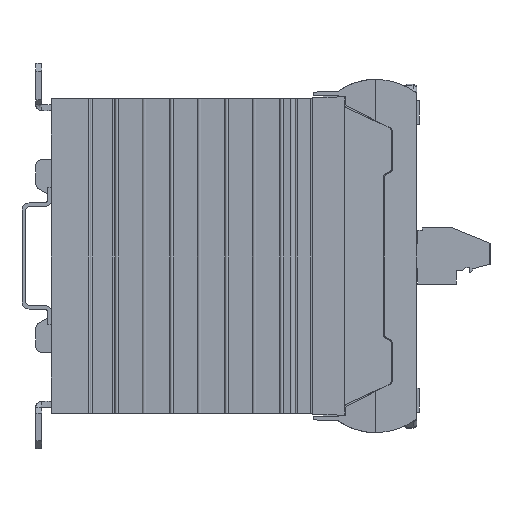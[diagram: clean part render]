
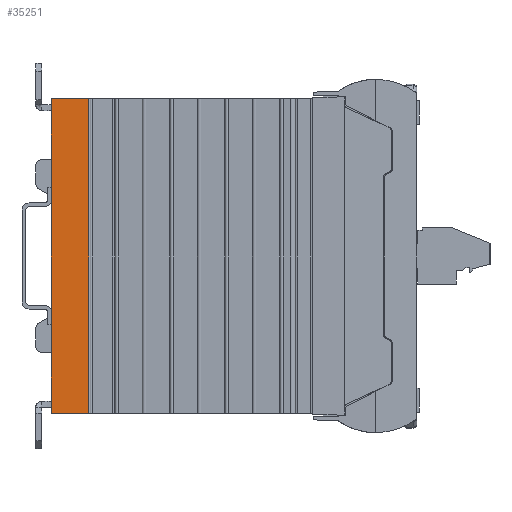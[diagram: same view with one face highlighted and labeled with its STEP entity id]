
A CAD part, left-side view. The second image highlights one B-rep face of the part: STEP entity #35251.
In plain terms, the highlighted face is planar.
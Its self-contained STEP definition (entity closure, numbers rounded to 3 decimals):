
#1616=PLANE('',#38029);
#3261=FACE_OUTER_BOUND('',#5052,.T.);
#5052=EDGE_LOOP('',(#30946,#30947,#30948,#30949,#30950,#30951,#30952,#30953));
#9331=LINE('',#59779,#13084);
#9333=LINE('',#59783,#13086);
#9490=LINE('',#60639,#13243);
#9542=LINE('',#61625,#13295);
#9543=LINE('',#61627,#13296);
#9544=LINE('',#61630,#13297);
#9607=LINE('',#61782,#13360);
#9722=LINE('',#62134,#13475);
#13084=VECTOR('',#45612,10.);
#13086=VECTOR('',#45616,10.);
#13243=VECTOR('',#45957,10.);
#13295=VECTOR('',#46075,10.);
#13296=VECTOR('',#46078,10.);
#13297=VECTOR('',#46081,10.);
#13360=VECTOR('',#46234,10.);
#13475=VECTOR('',#46591,10.);
#16321=VERTEX_POINT('',#59648);
#16340=VERTEX_POINT('',#59699);
#16367=VERTEX_POINT('',#59773);
#16369=VERTEX_POINT('',#59782);
#16609=VERTEX_POINT('',#60636);
#16610=VERTEX_POINT('',#60638);
#16650=VERTEX_POINT('',#61629);
#16694=VERTEX_POINT('',#61781);
#21013=EDGE_CURVE('',#16340,#16367,#9331,.T.);
#21015=EDGE_CURVE('',#16369,#16321,#9333,.T.);
#21276=EDGE_CURVE('',#16610,#16609,#9490,.T.);
#21350=EDGE_CURVE('',#16610,#16369,#9542,.T.);
#21351=EDGE_CURVE('',#16321,#16340,#9543,.T.);
#21352=EDGE_CURVE('',#16367,#16650,#9544,.T.);
#21429=EDGE_CURVE('',#16694,#16650,#9607,.T.);
#21609=EDGE_CURVE('',#16609,#16694,#9722,.T.);
#30946=ORIENTED_EDGE('',*,*,#21429,.T.);
#30947=ORIENTED_EDGE('',*,*,#21352,.F.);
#30948=ORIENTED_EDGE('',*,*,#21013,.F.);
#30949=ORIENTED_EDGE('',*,*,#21351,.F.);
#30950=ORIENTED_EDGE('',*,*,#21015,.F.);
#30951=ORIENTED_EDGE('',*,*,#21350,.F.);
#30952=ORIENTED_EDGE('',*,*,#21276,.T.);
#30953=ORIENTED_EDGE('',*,*,#21609,.T.);
#35251=ADVANCED_FACE('',(#3261),#1616,.T.);
#38029=AXIS2_PLACEMENT_3D('',#62135,#46592,#46593);
#45612=DIRECTION('',(-0.336,-0.775,0.535));
#45616=DIRECTION('',(-0.336,-0.775,0.535));
#45957=DIRECTION('',(-0.706,0.584,0.402));
#46075=DIRECTION('',(-0.336,-0.775,0.535));
#46078=DIRECTION('',(-0.336,-0.775,0.535));
#46081=DIRECTION('',(-0.336,-0.775,0.535));
#46234=DIRECTION('',(0.706,-0.584,-0.402));
#46591=DIRECTION('',(-0.336,-0.775,0.535));
#46592=DIRECTION('center_axis',(0.624,0.243,0.743));
#46593=DIRECTION('ref_axis',(0.336,0.775,-0.535));
#59648=CARTESIAN_POINT('',(98.814,23.178,-16.269));
#59699=CARTESIAN_POINT('',(89.21,1.014,-0.957));
#59773=CARTESIAN_POINT('',(88.135,-1.466,0.756));
#59779=CARTESIAN_POINT('',(91.074,5.315,-3.928));
#59782=CARTESIAN_POINT('',(99.889,25.658,-17.982));
#59783=CARTESIAN_POINT('',(96.111,16.939,-11.959));
#60636=CARTESIAN_POINT('',(100.742,48.638,-26.208));
#60638=CARTESIAN_POINT('',(107.444,43.095,-30.028));
#60639=CARTESIAN_POINT('',(107.444,43.095,-30.028));
#61625=CARTESIAN_POINT('',(94.012,12.096,-8.613));
#61627=CARTESIAN_POINT('',(94.012,12.096,-8.613));
#61629=CARTESIAN_POINT('',(80.58,-18.903,12.803));
#61630=CARTESIAN_POINT('',(94.012,12.096,-8.613));
#61781=CARTESIAN_POINT('',(73.877,-13.36,16.623));
#61782=CARTESIAN_POINT('',(80.58,-18.903,12.803));
#62134=CARTESIAN_POINT('',(87.309,17.639,-4.793));
#62135=CARTESIAN_POINT('Origin',(87.309,17.639,-4.793));
